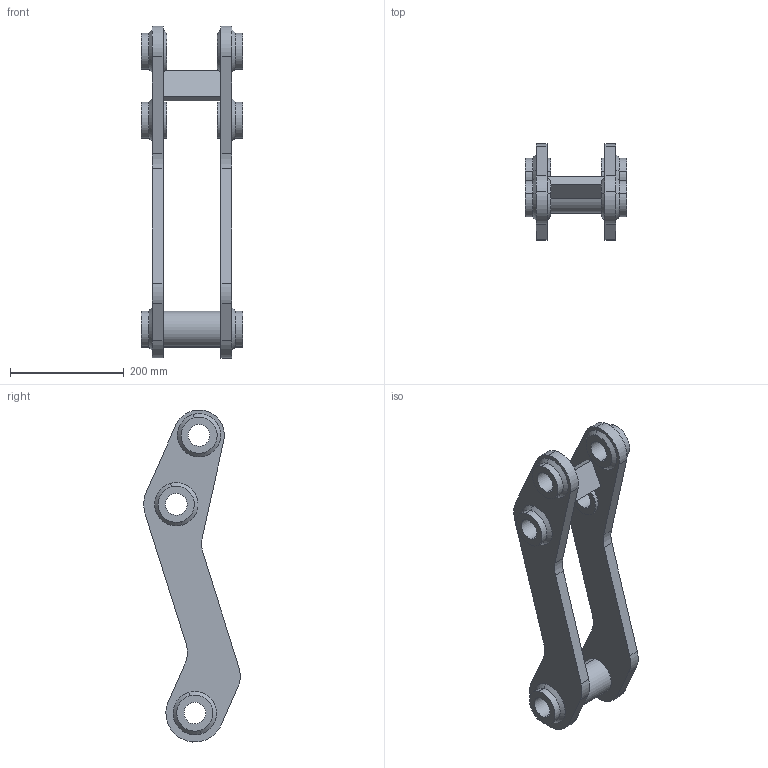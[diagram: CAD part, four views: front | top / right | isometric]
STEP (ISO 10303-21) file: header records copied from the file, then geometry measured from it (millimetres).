
FILE_DESCRIPTION (( 'STEP AP203' ), '1' );
FILE_NAME ('LowerPivotArm_Primary.STEP', '2023-07-27T05:56:59', ( '' ), ( '' ), 'SwSTEP 2.0', 'SolidWorks 2021', '' );
FILE_SCHEMA (( 'CONFIG_CONTROL_DESIGN' ));
Length unit declared in the file: centimetre
Products named in the file (3): Part 3-2; LowerPivotArm_Primary; Lift Arm _1_
Assembly tree (2 placements, depth 3):
  LowerPivotArm_Primary
    Lift Arm _1_
      Part 3-2
Bounding box: 177.8 x 169.41 x 582.8 mm (x, y, z)
Volume: 2510277.9 mm3; surface area: 343613.9 mm2
Topology: 1 solids, 1 shells, 88 faces, 210 edges, 136 vertices
Faces by surface type: cylinder 42, plane 30, cone 16
Entity records: 2915 total; most frequent: DIRECTION 502, CARTESIAN_POINT 440, ORIENTED_EDGE 420, EDGE_CURVE 210, AXIS2_PLACEMENT_3D 198, VERTEX_POINT 136, EDGE_LOOP 112, VECTOR 106
